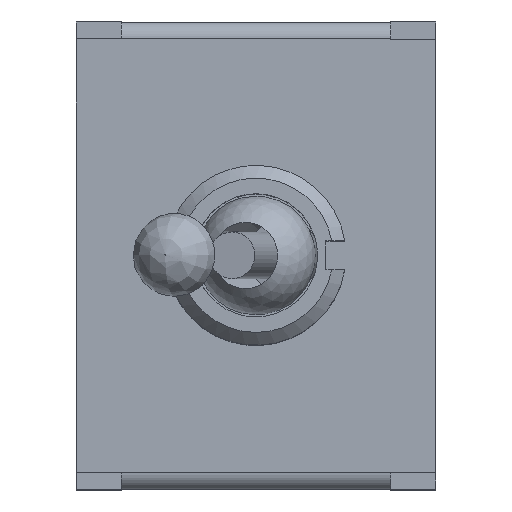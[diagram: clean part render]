
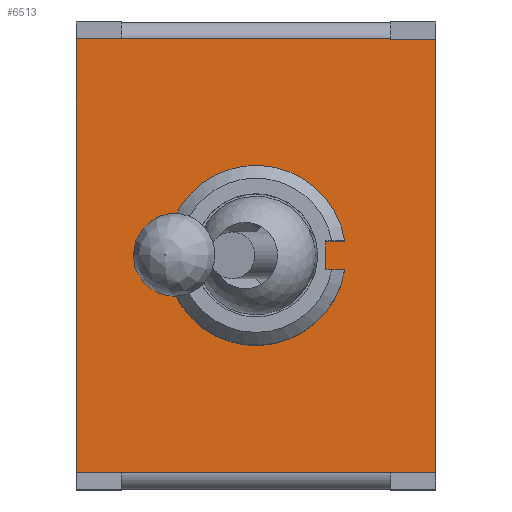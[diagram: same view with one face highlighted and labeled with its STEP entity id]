
A CAD part, top view. The second image highlights one B-rep face of the part: STEP entity #6513.
In plain terms, the highlighted planar face has unit normal (0, 0, 1).
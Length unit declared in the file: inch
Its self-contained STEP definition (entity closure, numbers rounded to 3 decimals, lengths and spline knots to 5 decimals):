
#63=PLANE('',#6950);
#412=FACE_BOUND('',#838,.T.);
#440=FACE_OUTER_BOUND('',#837,.T.);
#837=EDGE_LOOP('',(#4604,#4605,#4606,#4607,#4608,#4609,#4610,#4611,#4612,
#4613));
#838=EDGE_LOOP('',(#4614,#4615,#4616,#4617));
#1315=LINE('',#9720,#2048);
#1318=LINE('',#9726,#2051);
#1320=LINE('',#9729,#2053);
#1321=LINE('',#9735,#2054);
#1322=LINE('',#9737,#2055);
#1323=LINE('',#9739,#2056);
#1324=LINE('',#9741,#2057);
#1325=LINE('',#9743,#2058);
#1326=LINE('',#9745,#2059);
#1327=LINE('',#9747,#2060);
#1328=LINE('',#9749,#2061);
#1329=LINE('',#9751,#2062);
#1330=LINE('',#9752,#2063);
#2048=VECTOR('',#7627,0.3937);
#2051=VECTOR('',#7632,0.3937);
#2053=VECTOR('',#7636,0.3937);
#2054=VECTOR('',#7643,0.3937);
#2055=VECTOR('',#7644,0.3937);
#2056=VECTOR('',#7645,0.3937);
#2057=VECTOR('',#7646,0.3937);
#2058=VECTOR('',#7647,0.3937);
#2059=VECTOR('',#7648,0.3937);
#2060=VECTOR('',#7649,0.3937);
#2061=VECTOR('',#7650,0.3937);
#2062=VECTOR('',#7651,0.3937);
#2063=VECTOR('',#7652,0.3937);
#2790=CIRCLE('',#6949,0.125);
#2967=VERTEX_POINT('',#9717);
#2968=VERTEX_POINT('',#9719);
#2969=VERTEX_POINT('',#9723);
#2970=VERTEX_POINT('',#9725);
#2971=VERTEX_POINT('',#9733);
#2972=VERTEX_POINT('',#9734);
#2973=VERTEX_POINT('',#9736);
#2974=VERTEX_POINT('',#9738);
#2975=VERTEX_POINT('',#9740);
#2976=VERTEX_POINT('',#9742);
#2977=VERTEX_POINT('',#9744);
#2978=VERTEX_POINT('',#9746);
#2979=VERTEX_POINT('',#9748);
#2980=VERTEX_POINT('',#9750);
#3578=EDGE_CURVE('',#2968,#2967,#1315,.T.);
#3581=EDGE_CURVE('',#2970,#2969,#1318,.T.);
#3583=EDGE_CURVE('',#2969,#2968,#1320,.T.);
#3584=EDGE_CURVE('',#2967,#2970,#2790,.T.);
#3585=EDGE_CURVE('',#2971,#2972,#1321,.T.);
#3586=EDGE_CURVE('',#2973,#2972,#1322,.T.);
#3587=EDGE_CURVE('',#2973,#2974,#1323,.T.);
#3588=EDGE_CURVE('',#2974,#2975,#1324,.T.);
#3589=EDGE_CURVE('',#2976,#2975,#1325,.T.);
#3590=EDGE_CURVE('',#2976,#2977,#1326,.T.);
#3591=EDGE_CURVE('',#2977,#2978,#1327,.T.);
#3592=EDGE_CURVE('',#2978,#2979,#1328,.T.);
#3593=EDGE_CURVE('',#2979,#2980,#1329,.T.);
#3594=EDGE_CURVE('',#2971,#2980,#1330,.T.);
#4604=ORIENTED_EDGE('',*,*,#3585,.T.);
#4605=ORIENTED_EDGE('',*,*,#3586,.F.);
#4606=ORIENTED_EDGE('',*,*,#3587,.T.);
#4607=ORIENTED_EDGE('',*,*,#3588,.T.);
#4608=ORIENTED_EDGE('',*,*,#3589,.F.);
#4609=ORIENTED_EDGE('',*,*,#3590,.T.);
#4610=ORIENTED_EDGE('',*,*,#3591,.T.);
#4611=ORIENTED_EDGE('',*,*,#3592,.T.);
#4612=ORIENTED_EDGE('',*,*,#3593,.T.);
#4613=ORIENTED_EDGE('',*,*,#3594,.F.);
#4614=ORIENTED_EDGE('',*,*,#3581,.T.);
#4615=ORIENTED_EDGE('',*,*,#3583,.T.);
#4616=ORIENTED_EDGE('',*,*,#3578,.T.);
#4617=ORIENTED_EDGE('',*,*,#3584,.T.);
#6513=ADVANCED_FACE('',(#440,#412),#63,.T.);
#6949=AXIS2_PLACEMENT_3D('',#9731,#7639,#7640);
#6950=AXIS2_PLACEMENT_3D('',#9732,#7641,#7642);
#7627=DIRECTION('',(1.,0.,0.));
#7632=DIRECTION('',(-1.,0.,0.));
#7636=DIRECTION('',(0.,-1.,0.));
#7639=DIRECTION('center_axis',(0.,0.,
-1.));
#7640=DIRECTION('ref_axis',(0.987,0.161,0.));
#7641=DIRECTION('center_axis',(0.,0.,
1.));
#7642=DIRECTION('ref_axis',(1.,0.,0.));
#7643=DIRECTION('',(0.,-1.,0.));
#7644=DIRECTION('',(-1.,0.,0.));
#7645=DIRECTION('',(1.,0.,0.));
#7646=DIRECTION('',(0.,1.,0.));
#7647=DIRECTION('',(1.,0.,0.));
#7648=DIRECTION('',(0.,1.,0.));
#7649=DIRECTION('',(-1.,0.,0.));
#7650=DIRECTION('',(-1.,0.,0.));
#7651=DIRECTION('',(0.,-1.,0.));
#7652=DIRECTION('',(-1.,0.,0.));
#9717=CARTESIAN_POINT('',(0.12338,-0.02008,0.41496));
#9719=CARTESIAN_POINT('',(0.09705,-0.02008,0.41496));
#9720=CARTESIAN_POINT('',(0.04852,-0.02008,0.41496));
#9723=CARTESIAN_POINT('',(0.09705,0.02008,0.41496));
#9725=CARTESIAN_POINT('',(0.12338,0.02008,0.41496));
#9726=CARTESIAN_POINT('',(0.06169,0.02008,0.41496));
#9729=CARTESIAN_POINT('',(0.09705,0.16073,0.41496));
#9731=CARTESIAN_POINT('Origin',(0.,0.,
0.41496));
#9732=CARTESIAN_POINT('Origin',(0.,0.30138,
0.41496));
#9733=CARTESIAN_POINT('',(-0.18701,-0.30098,0.41496));
#9734=CARTESIAN_POINT('',(-0.18701,-0.30138,0.41496));
#9735=CARTESIAN_POINT('',(-0.18701,-0.30138,0.41496));
#9736=CARTESIAN_POINT('',(0.18701,-0.30138,0.41496));
#9737=CARTESIAN_POINT('',(0.,-0.30138,0.41496));
#9738=CARTESIAN_POINT('',(0.25,-0.30138,0.41496));
#9739=CARTESIAN_POINT('',(0.18701,-0.30138,0.41496));
#9740=CARTESIAN_POINT('',(0.25,0.30098,0.41496));
#9741=CARTESIAN_POINT('',(0.25,0.30098,0.41496));
#9742=CARTESIAN_POINT('',(0.18701,0.30098,0.41496));
#9743=CARTESIAN_POINT('',(0.18701,0.30098,0.41496));
#9744=CARTESIAN_POINT('',(0.18701,0.30138,0.41496));
#9745=CARTESIAN_POINT('',(0.18701,-0.30138,0.41496));
#9746=CARTESIAN_POINT('',(-0.18701,0.30138,0.41496));
#9747=CARTESIAN_POINT('',(0.,0.30138,0.41496));
#9748=CARTESIAN_POINT('',(-0.25,0.30138,0.41496));
#9749=CARTESIAN_POINT('',(-0.18701,0.30138,0.41496));
#9750=CARTESIAN_POINT('',(-0.25,-0.30098,0.41496));
#9751=CARTESIAN_POINT('',(-0.25,-0.30098,0.41496));
#9752=CARTESIAN_POINT('',(-0.18701,-0.30098,0.41496));
